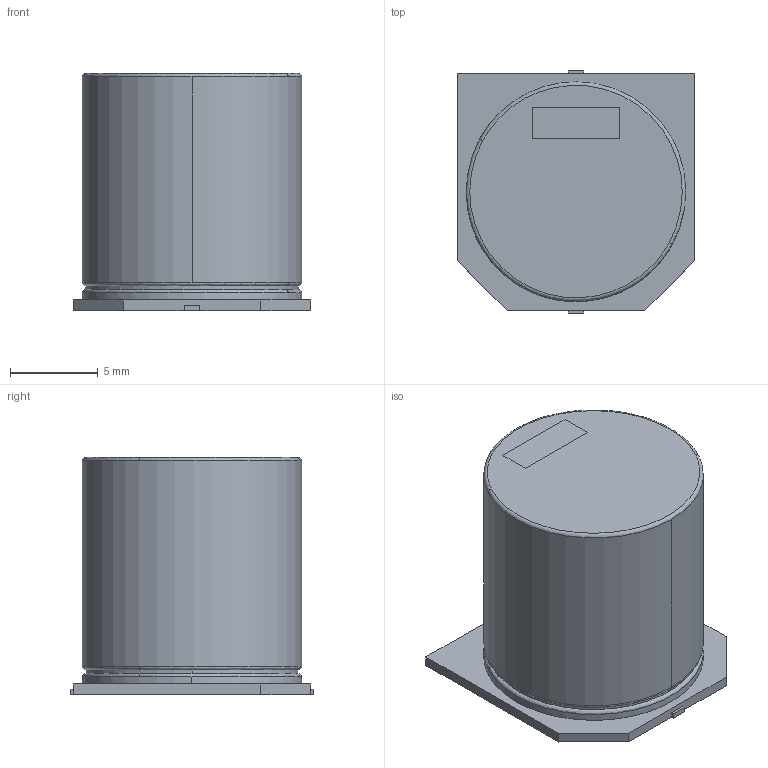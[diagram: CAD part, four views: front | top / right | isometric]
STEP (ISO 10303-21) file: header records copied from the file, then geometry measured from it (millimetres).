
FILE_DESCRIPTION (( 'STEP AP214' ), '1' );
FILE_NAME ('3C7E805A-3313-4F5F-8804-BDBE537232A3.STEP', '2008-01-23T01:23:18', ( 'sysAdmin' ), ( 'SolidWorks' ), 'SwSTEP 2.0', 'SolidWorks 2008', '' );
FILE_SCHEMA (( 'AUTOMOTIVE_DESIGN' ));
Length unit declared in the file: millimetre
Products named in the file (1): 3C7E805A-3313-4F5F-8804-BDBE537232A3
Bounding box: 13.5 x 13.8 x 13.51 mm (x, y, z)
Volume: 1685.2 mm3; surface area: 891.4 mm2
Topology: 1 solids, 1 shells, 32 faces, 92 edges, 64 vertices
Faces by surface type: plane 20, cylinder 6, bspline 6
Entity records: 1500 total; most frequent: CARTESIAN_POINT 553, ORIENTED_EDGE 184, DIRECTION 158, EDGE_CURVE 92, VERTEX_POINT 64, AXIS2_PLACEMENT_3D 53, VECTOR 52, LINE 52
